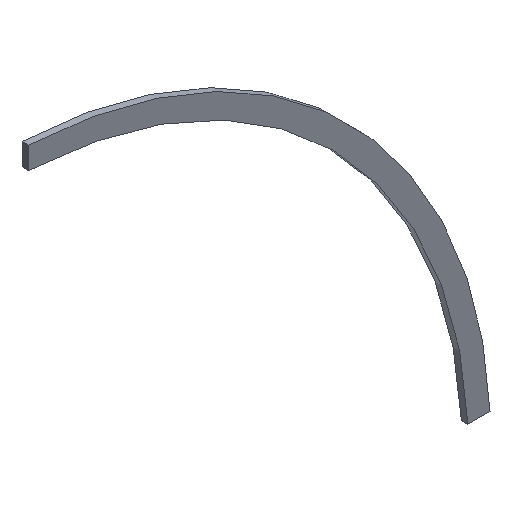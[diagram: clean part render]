
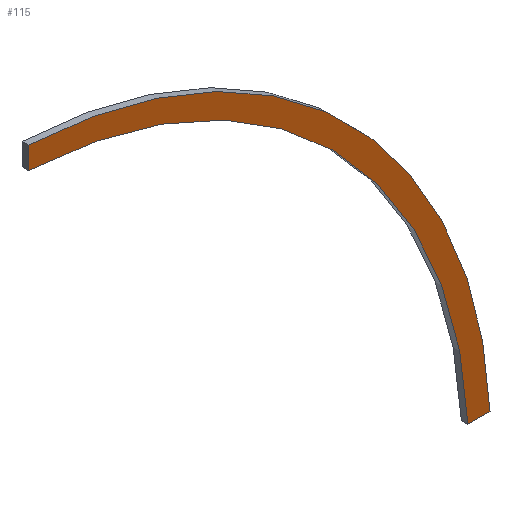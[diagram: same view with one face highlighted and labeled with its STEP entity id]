
A CAD part, isometric view. The second image highlights one B-rep face of the part: STEP entity #115.
In plain terms, the highlighted planar face has unit normal (0, -1, 0).
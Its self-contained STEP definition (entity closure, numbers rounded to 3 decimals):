
#3 = ORIENTED_EDGE ( 'NONE', *, *, #130, .F. ) ;
#6 = AXIS2_PLACEMENT_3D ( 'NONE', #172, #45, #79 ) ;
#10 = CARTESIAN_POINT ( 'NONE',  ( 0., -1.5, 0. ) ) ;
#14 = LINE ( 'NONE', #77, #24 ) ;
#18 = VERTEX_POINT ( 'NONE', #119 ) ;
#19 = VERTEX_POINT ( 'NONE', #22 ) ;
#22 = CARTESIAN_POINT ( 'NONE',  ( 10., -1.5, 209.762 ) ) ;
#24 = VECTOR ( 'NONE', #154, 1000. ) ;
#25 = DIRECTION ( 'NONE',  ( 0., 0., 1. ) ) ;
#26 = DIRECTION ( 'NONE',  ( 0., 0., 1. ) ) ;
#41 = PLANE ( 'NONE',  #195 ) ;
#45 = DIRECTION ( 'NONE',  ( 0., 1., 0. ) ) ;
#49 = ORIENTED_EDGE ( 'NONE', *, *, #188, .T. ) ;
#52 = EDGE_LOOP ( 'NONE', ( #66, #3, #159, #49 ) ) ;
#55 = CIRCLE ( 'NONE', #6, 210. ) ;
#66 = ORIENTED_EDGE ( 'NONE', *, *, #99, .F. ) ;
#75 = DIRECTION ( 'NONE',  ( 0., 0., 1. ) ) ;
#77 = CARTESIAN_POINT ( 'NONE',  ( 220., -1.5, 10. ) ) ;
#79 = DIRECTION ( 'NONE',  ( 0., 0., 1. ) ) ;
#90 = EDGE_CURVE ( 'NONE', #19, #114, #122, .T. ) ;
#91 = DIRECTION ( 'NONE',  ( 0., 1., 0. ) ) ;
#92 = DIRECTION ( 'NONE',  ( 0., 1., 0. ) ) ;
#93 = CARTESIAN_POINT ( 'NONE',  ( 10., -1.5, -220. ) ) ;
#97 = VERTEX_POINT ( 'NONE', #137 ) ;
#99 = EDGE_CURVE ( 'NONE', #97, #18, #14, .T. ) ;
#114 = VERTEX_POINT ( 'NONE', #200 ) ;
#115 = ADVANCED_FACE ( 'NONE', ( #123 ), #41, .F. ) ;
#119 = CARTESIAN_POINT ( 'NONE',  ( 209.762, -1.5, 10. ) ) ;
#122 = LINE ( 'NONE', #93, #190 ) ;
#123 = FACE_OUTER_BOUND ( 'NONE', #52, .T. ) ;
#126 = CARTESIAN_POINT ( 'NONE',  ( 0., -1.5, 0. ) ) ;
#130 = EDGE_CURVE ( 'NONE', #114, #97, #152, .T. ) ;
#133 = AXIS2_PLACEMENT_3D ( 'NONE', #126, #91, #75 ) ;
#137 = CARTESIAN_POINT ( 'NONE',  ( 219.773, -1.5, 10. ) ) ;
#152 = CIRCLE ( 'NONE', #133, 220. ) ;
#154 = DIRECTION ( 'NONE',  ( -1., 0., 0. ) ) ;
#159 = ORIENTED_EDGE ( 'NONE', *, *, #90, .F. ) ;
#172 = CARTESIAN_POINT ( 'NONE',  ( 0., -1.5, 0. ) ) ;
#188 = EDGE_CURVE ( 'NONE', #19, #18, #55, .T. ) ;
#190 = VECTOR ( 'NONE', #26, 1000. ) ;
#195 = AXIS2_PLACEMENT_3D ( 'NONE', #10, #92, #25 ) ;
#200 = CARTESIAN_POINT ( 'NONE',  ( 10., -1.5, 219.773 ) ) ;
